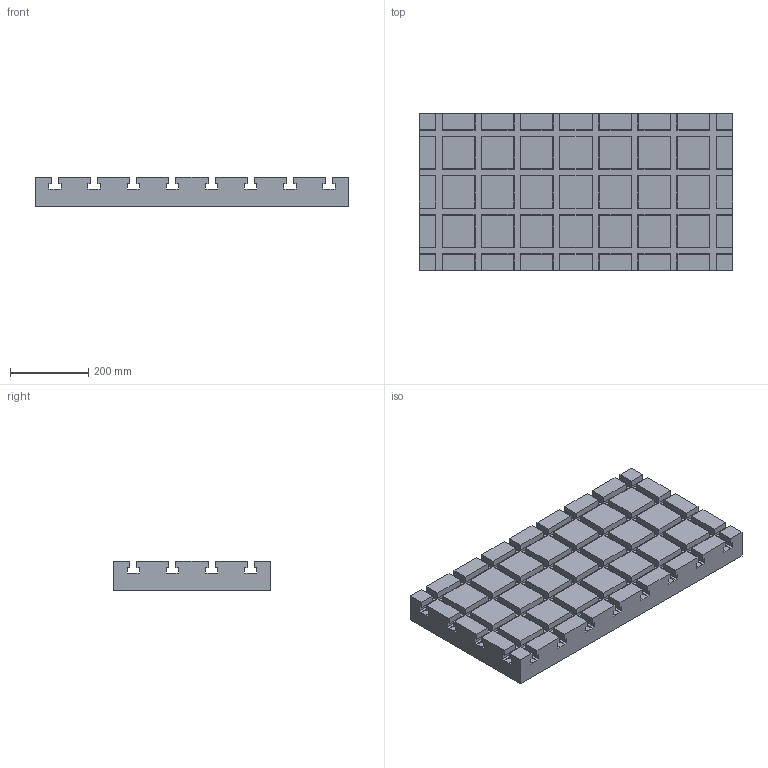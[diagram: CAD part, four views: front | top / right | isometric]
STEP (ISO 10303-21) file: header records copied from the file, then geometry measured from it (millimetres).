
FILE_DESCRIPTION( ( 'Unknown' ), '1' );
FILE_NAME( 'BP03-75400-0800-18.stp', 'Unknown', ( 'S.C.H' ), ( 'Unknown' ), 'XStep 1.0', 'Unknown', ' ' );
FILE_SCHEMA( ( 'CONFIG_CONTROL_DESIGN' ) );
Length unit declared in the file: millimetre
Products named in the file (1): 1
Bounding box: 800 x 400 x 75 mm (x, y, z)
Volume: 19814698.7 mm3; surface area: 1230520.6 mm2
Topology: 1 solids, 1 shells, 597 faces, 1596 edges, 1064 vertices
Faces by surface type: plane 597
Entity records: 18254 total; most frequent: CARTESIAN_POINT 3258, ORIENTED_EDGE 3192, DIRECTION 2792, EDGE_CURVE 1596, LINE 1596, VECTOR 1596, VERTEX_POINT 1064, EDGE_LOOP 660
